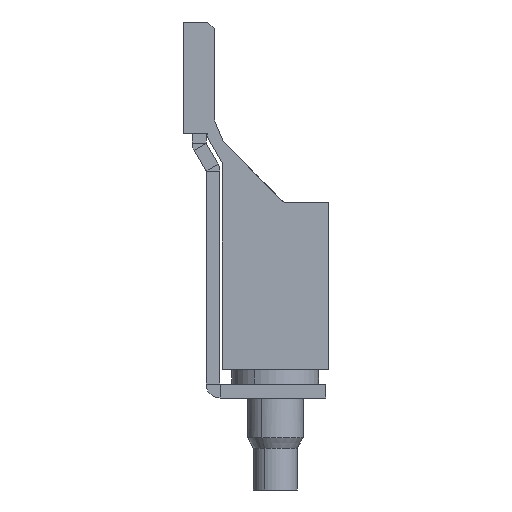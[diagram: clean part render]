
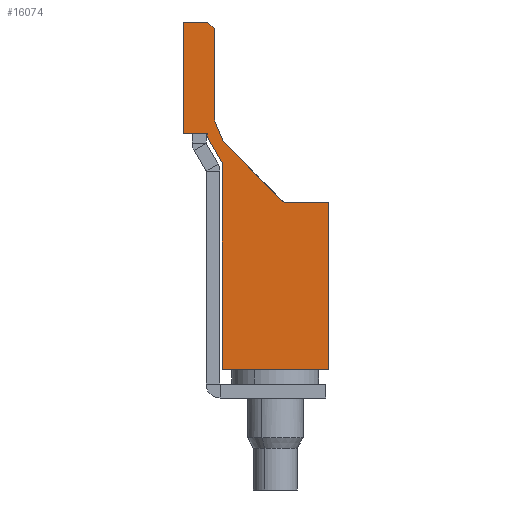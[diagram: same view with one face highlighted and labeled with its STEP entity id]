
A CAD part, left-side view. The second image highlights one B-rep face of the part: STEP entity #16074.
In plain terms, the highlighted planar face has unit normal (-1, 0, 0).
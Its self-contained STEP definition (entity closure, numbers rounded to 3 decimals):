
#16047=AXIS2_PLACEMENT_3D('Plane Axis2P3D',#16044,#16045,#16046) ;
#12612=CARTESIAN_POINT('Vertex',(0.,8.2,33.1)) ;
#12615=CARTESIAN_POINT('Line Origine',(0.,8.2,29.832)) ;
#12619=CARTESIAN_POINT('Vertex',(0.,8.2,26.565)) ;
#13006=CARTESIAN_POINT('Vertex',(0.,8.7,25.6)) ;
#13009=CARTESIAN_POINT('Line Origine',(0.,9.563,25.6)) ;
#13013=CARTESIAN_POINT('Vertex',(0.,10.425,25.6)) ;
#13373=CARTESIAN_POINT('Line Origine',(0.,8.45,33.35)) ;
#13377=CARTESIAN_POINT('Vertex',(0.,8.7,33.6)) ;
#13406=CARTESIAN_POINT('Line Origine',(0.,7.877,25.784)) ;
#13410=CARTESIAN_POINT('Vertex',(0.,7.553,25.003)) ;
#13678=CARTESIAN_POINT('Vertex',(0.,8.7,25.319)) ;
#13681=CARTESIAN_POINT('Line Origine',(0.,8.7,25.459)) ;
#13705=CARTESIAN_POINT('Line Origine',(0.,10.425,29.6)) ;
#13709=CARTESIAN_POINT('Vertex',(0.,10.425,33.6)) ;
#13911=CARTESIAN_POINT('Line Origine',(0.,9.563,33.6)) ;
#13939=CARTESIAN_POINT('Vertex',(0.,7.65,23.5)) ;
#13942=CARTESIAN_POINT('Line Origine',(0.,8.175,24.409)) ;
#14912=CARTESIAN_POINT('Vertex',(0.,0.,8.65)) ;
#14940=CARTESIAN_POINT('Vertex',(0.,0.,20.65)) ;
#14943=CARTESIAN_POINT('Line Origine',(0.,0.,14.65)) ;
#15394=CARTESIAN_POINT('Vertex',(0.,3.2,20.65)) ;
#15397=CARTESIAN_POINT('Line Origine',(0.,1.6,20.65)) ;
#15433=CARTESIAN_POINT('Line Origine',(0.,3.825,8.65)) ;
#15437=CARTESIAN_POINT('Vertex',(0.,7.65,8.65)) ;
#16044=CARTESIAN_POINT('Axis2P3D Location',(0.,10.439,159.6)) ;
#16049=CARTESIAN_POINT('Line Origine',(0.,7.65,16.075)) ;
#16054=CARTESIAN_POINT('Line Origine',(0.,5.377,22.827)) ;
#12616=DIRECTION('Vector Direction',(0.,0.,-1.)) ;
#13010=DIRECTION('Vector Direction',(0.,-1.,0.)) ;
#13374=DIRECTION('Vector Direction',(0.,-0.707,-0.707)) ;
#13407=DIRECTION('Vector Direction',(0.,-0.383,-0.924)) ;
#13682=DIRECTION('Vector Direction',(0.,0.,1.)) ;
#13706=DIRECTION('Vector Direction',(0.,0.,-1.)) ;
#13912=DIRECTION('Vector Direction',(0.,-1.,0.)) ;
#13943=DIRECTION('Vector Direction',(0.,0.5,0.866)) ;
#14944=DIRECTION('Vector Direction',(0.,0.,1.)) ;
#15398=DIRECTION('Vector Direction',(0.,1.,0.)) ;
#15434=DIRECTION('Vector Direction',(0.,1.,0.)) ;
#16045=DIRECTION('Axis2P3D Direction',(-1.,0.,0.)) ;
#16046=DIRECTION('Axis2P3D XDirection',(0.,0.,-1.)) ;
#16050=DIRECTION('Vector Direction',(0.,0.,-1.)) ;
#16055=DIRECTION('Vector Direction',(0.,-0.707,-0.707)) ;
#12617=VECTOR('Line Direction',#12616,1.) ;
#13011=VECTOR('Line Direction',#13010,1.) ;
#13375=VECTOR('Line Direction',#13374,1.) ;
#13408=VECTOR('Line Direction',#13407,1.) ;
#13683=VECTOR('Line Direction',#13682,1.) ;
#13707=VECTOR('Line Direction',#13706,1.) ;
#13913=VECTOR('Line Direction',#13912,1.) ;
#13944=VECTOR('Line Direction',#13943,1.) ;
#14945=VECTOR('Line Direction',#14944,1.) ;
#15399=VECTOR('Line Direction',#15398,1.) ;
#15435=VECTOR('Line Direction',#15434,1.) ;
#16051=VECTOR('Line Direction',#16050,1.) ;
#16056=VECTOR('Line Direction',#16055,1.) ;
#16060=ORIENTED_EDGE('',*,*,#13412,.T.) ;
#16061=ORIENTED_EDGE('',*,*,#12621,.F.) ;
#16062=ORIENTED_EDGE('',*,*,#13379,.F.) ;
#16063=ORIENTED_EDGE('',*,*,#13915,.T.) ;
#16064=ORIENTED_EDGE('',*,*,#13711,.T.) ;
#16065=ORIENTED_EDGE('',*,*,#13015,.T.) ;
#16066=ORIENTED_EDGE('',*,*,#13685,.T.) ;
#16067=ORIENTED_EDGE('',*,*,#13946,.T.) ;
#16068=ORIENTED_EDGE('',*,*,#16053,.F.) ;
#16069=ORIENTED_EDGE('',*,*,#15439,.F.) ;
#16070=ORIENTED_EDGE('',*,*,#14947,.T.) ;
#16071=ORIENTED_EDGE('',*,*,#15401,.T.) ;
#16072=ORIENTED_EDGE('',*,*,#16058,.F.) ;
#16074=ADVANCED_FACE('ISTE WQV16/10.1( *SOL5 - wsp *MASTER -  )',(#16073),#16048,.T.) ;
#12621=EDGE_CURVE('',#12613,#12620,#12618,.T.) ;
#13015=EDGE_CURVE('',#13014,#13007,#13012,.T.) ;
#13379=EDGE_CURVE('',#13378,#12613,#13376,.T.) ;
#13412=EDGE_CURVE('',#13411,#12620,#13409,.F.) ;
#13685=EDGE_CURVE('',#13007,#13679,#13684,.F.) ;
#13711=EDGE_CURVE('',#13710,#13014,#13708,.T.) ;
#13915=EDGE_CURVE('',#13378,#13710,#13914,.F.) ;
#13946=EDGE_CURVE('',#13679,#13940,#13945,.F.) ;
#14947=EDGE_CURVE('',#14913,#14941,#14946,.T.) ;
#15401=EDGE_CURVE('',#14941,#15395,#15400,.T.) ;
#15439=EDGE_CURVE('',#14913,#15438,#15436,.T.) ;
#16053=EDGE_CURVE('',#15438,#13940,#16052,.F.) ;
#16058=EDGE_CURVE('',#13411,#15395,#16057,.T.) ;
#16059=EDGE_LOOP('',(#16060,#16061,#16062,#16063,#16064,#16065,#16066,#16067,#16068,#16069,#16070,#16071,#16072)) ;
#16073=FACE_OUTER_BOUND('',#16059,.T.) ;
#12618=LINE('Line',#12615,#12617) ;
#13012=LINE('Line',#13009,#13011) ;
#13376=LINE('Line',#13373,#13375) ;
#13409=LINE('Line',#13406,#13408) ;
#13684=LINE('Line',#13681,#13683) ;
#13708=LINE('Line',#13705,#13707) ;
#13914=LINE('Line',#13911,#13913) ;
#13945=LINE('Line',#13942,#13944) ;
#14946=LINE('Line',#14943,#14945) ;
#15400=LINE('Line',#15397,#15399) ;
#15436=LINE('Line',#15433,#15435) ;
#16052=LINE('Line',#16049,#16051) ;
#16057=LINE('Line',#16054,#16056) ;
#16048=PLANE('',#16047) ;
#12613=VERTEX_POINT('',#12612) ;
#12620=VERTEX_POINT('',#12619) ;
#13007=VERTEX_POINT('',#13006) ;
#13014=VERTEX_POINT('',#13013) ;
#13378=VERTEX_POINT('',#13377) ;
#13411=VERTEX_POINT('',#13410) ;
#13679=VERTEX_POINT('',#13678) ;
#13710=VERTEX_POINT('',#13709) ;
#13940=VERTEX_POINT('',#13939) ;
#14913=VERTEX_POINT('',#14912) ;
#14941=VERTEX_POINT('',#14940) ;
#15395=VERTEX_POINT('',#15394) ;
#15438=VERTEX_POINT('',#15437) ;
